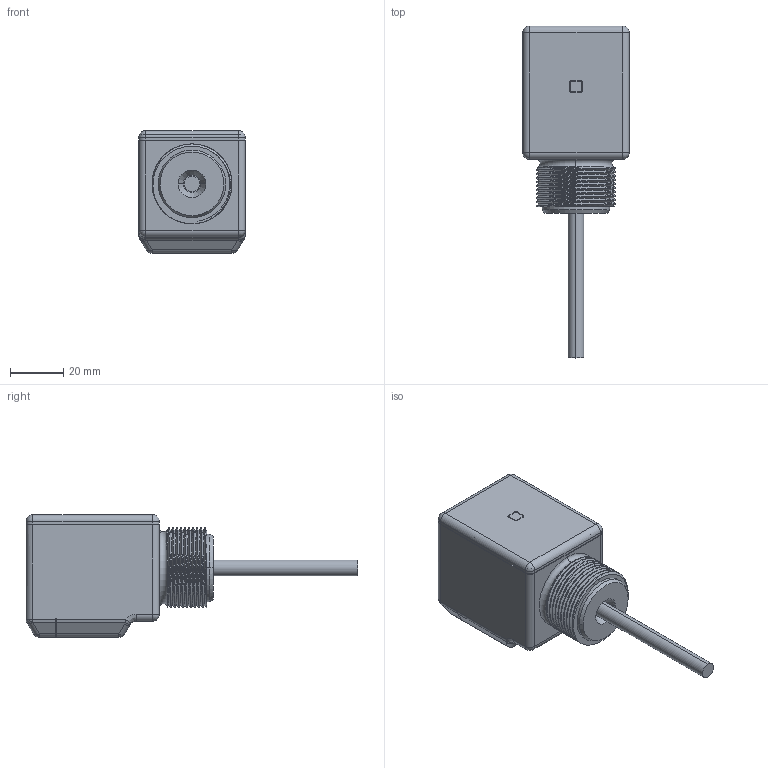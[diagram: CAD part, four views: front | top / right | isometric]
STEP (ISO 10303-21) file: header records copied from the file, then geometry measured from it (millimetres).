
FILE_DESCRIPTION((''),'2;1');
FILE_NAME('156728_SM01_ASM','2022-11-07T14:27:46',('PDMAdmin'),('BANNER ENGINEERING'),'CREO PARAMETRIC BY PTC INC, 2019292','CREO PARAMETRIC BY PTC INC, 2019292','');
FILE_SCHEMA(('CONFIG_CONTROL_DESIGN'));
Products named in the file (3): 156728_EP01; 09461; 156728_SM01_ASM
Assembly tree (2 placements, depth 2):
  156728_SM01_ASM
    156728_EP01
    09461
Bounding box: 39.98 x 124.61 x 46.08 mm (x, y, z)
Volume: 101702.2 mm3; surface area: 16496.7 mm2
Topology: 2 solids, 2 shells, 214 faces, 529 edges, 332 vertices
Faces by surface type: cylinder 94, plane 82, bspline 18, sphere 14, cone 4, torus 2
Entity records: 15513 total; most frequent: CARTESIAN_POINT 10442, ORIENTED_EDGE 1054, DIRECTION 1017, EDGE_CURVE 527, AXIS2_PLACEMENT_3D 365, VERTEX_POINT 332, VECTOR 287, LINE 287
